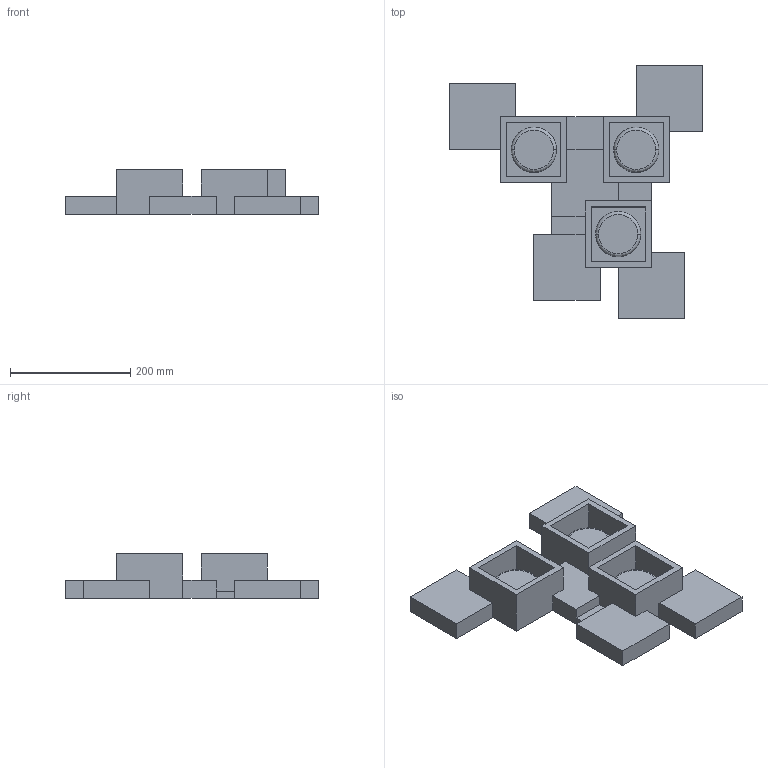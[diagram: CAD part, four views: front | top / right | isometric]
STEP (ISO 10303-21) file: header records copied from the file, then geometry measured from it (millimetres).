
FILE_DESCRIPTION(/* description */ (''),/* implementation_level */ '2;1');
FILE_NAME(/* name */ 'T293SI~1',/* time_stamp */ '2020-02-25T18:08:29+01:00',/* author */ (''),/* organization */ (''),/* preprocessor_version */ 'ST-DEVELOPER v15',/* originating_system */ '',/* authorisation */ '');
FILE_SCHEMA (('AUTOMOTIVE_DESIGN'));
Length unit declared in the file: millimetre
Products named in the file (1): Document
Bounding box: 420 x 420 x 74.46 mm (x, y, z)
Volume: 3312844.8 mm3; surface area: 415732.3 mm2
Topology: 4 solids, 4 shells, 93 faces, 232 edges, 153 vertices
Faces by surface type: plane 81, bspline 12
Entity records: 2710 total; most frequent: CARTESIAN_POINT 1063, ORIENTED_EDGE 464, EDGE_CURVE 232, B_SPLINE_CURVE_WITH_KNOTS 205, VERTEX_POINT 153, EDGE_LOOP 99, ADVANCED_FACE 93, FACE_OUTER_BOUND 93
